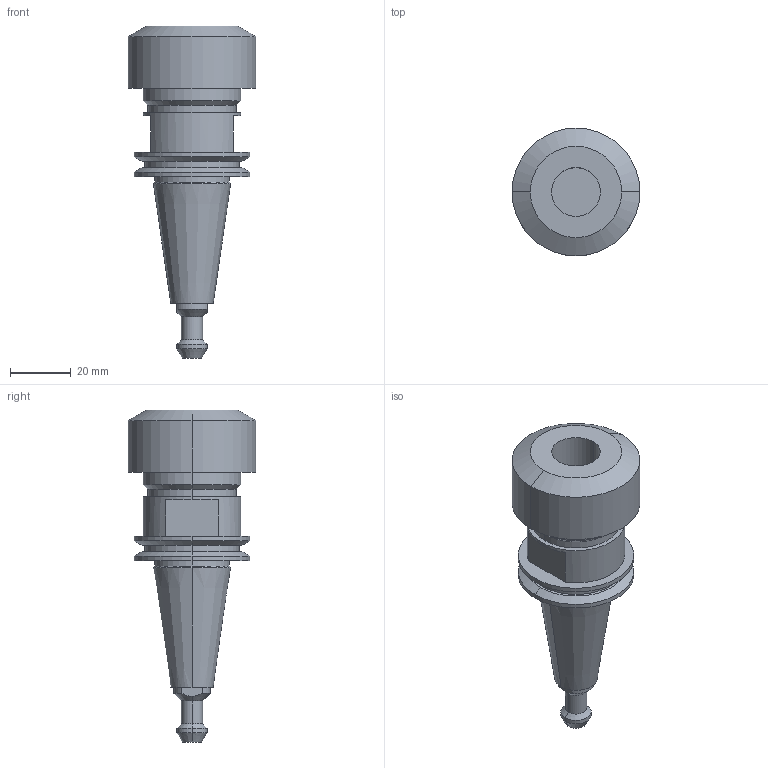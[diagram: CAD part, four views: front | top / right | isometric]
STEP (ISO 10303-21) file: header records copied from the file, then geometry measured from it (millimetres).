
FILE_DESCRIPTION (( 'STEP AP203' ), '1' );
FILE_NAME ('STP-12194-ISO25+08658P.STEP', '2021-05-14T03:08:46', ( '' ), ( '' ), 'SwSTEP 2.0', 'SolidWorks 2017', '' );
FILE_SCHEMA (( 'CONFIG_CONTROL_DESIGN' ));
Length unit declared in the file: millimetre
Products named in the file (1): STP-12194-ISO25+08658P
Bounding box: 42 x 42 x 109.1 mm (x, y, z)
Volume: 58348 mm3; surface area: 14056.4 mm2
Topology: 1 solids, 1 shells, 58 faces, 122 edges, 74 vertices
Faces by surface type: cylinder 24, cone 18, plane 16
Entity records: 1655 total; most frequent: DIRECTION 300, CARTESIAN_POINT 287, ORIENTED_EDGE 244, AXIS2_PLACEMENT_3D 123, EDGE_CURVE 122, VERTEX_POINT 74, EDGE_LOOP 66, CIRCLE 64
